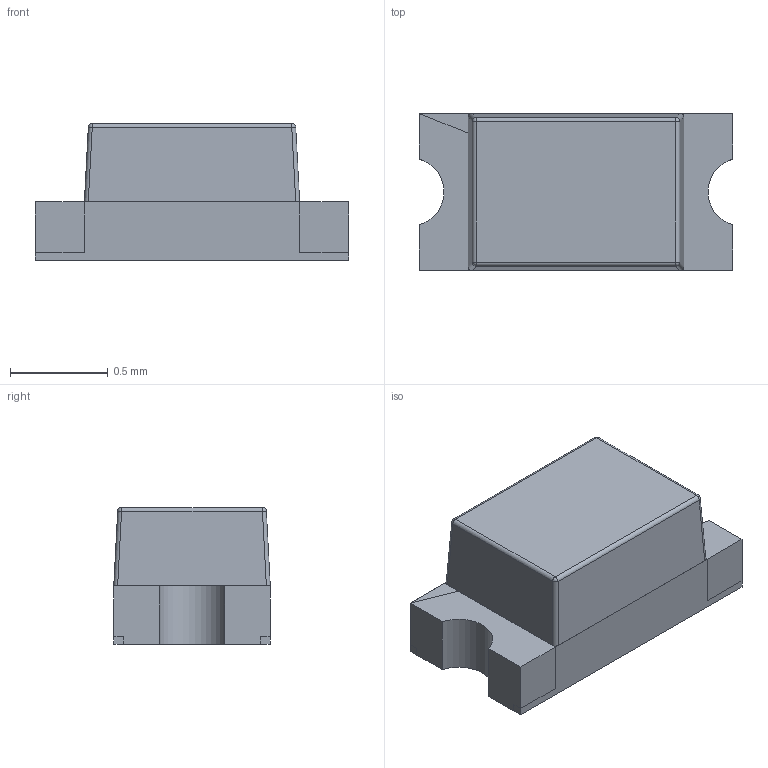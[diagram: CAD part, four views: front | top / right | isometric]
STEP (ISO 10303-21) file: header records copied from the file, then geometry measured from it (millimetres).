
FILE_DESCRIPTION(('CAx-IF Rec.Pracs.---Model Styling and Organization---1.5---2016-08-15','CAx-IF Rec.Pracs.---Geometric and Assembly Validation Properties---4.4---2016-08-17','CAx-IF Rec.Pracs.---User Defined Attributes---1.5---2016-08-15','CAx-IF Rec.Pracs.---External References---2.1---2005-01-19'),'2;1');
FILE_NAME('D_SMD_0603_LED.step','2020-08-13T18:45:17',('Unspecified'),('Unspecified'),'CAD Exchanger 3.8.1 (cadexchanger.com)','Unspecified','');
FILE_SCHEMA(('AUTOMOTIVE_DESIGN { 1 0 10303 214 1 1 1 1 }'));
Length unit declared in the file: millimetre
Products named in the file (5): Assem1; housing; cover; base; Polarity Mark
Assembly tree (5 placements, depth 2):
  Assem1
    housing
    cover
    base  x2
    Polarity Mark
Bounding box: 1.6 x 0.8 x 0.7 mm (x, y, z)
Volume: 0.7 mm3; surface area: 8.9 mm2
Topology: 5 solids, 5 shells, 77 faces, 182 edges, 112 vertices
Faces by surface type: plane 63, cylinder 10, sphere 4
Entity records: 2272 total; most frequent: CARTESIAN_POINT 302, DIRECTION 298, ORIENTED_EDGE 288, EDGE_CURVE 144, LINE 126, VECTOR 126, VERTEX_POINT 90, AXIS2_PLACEMENT_3D 86
